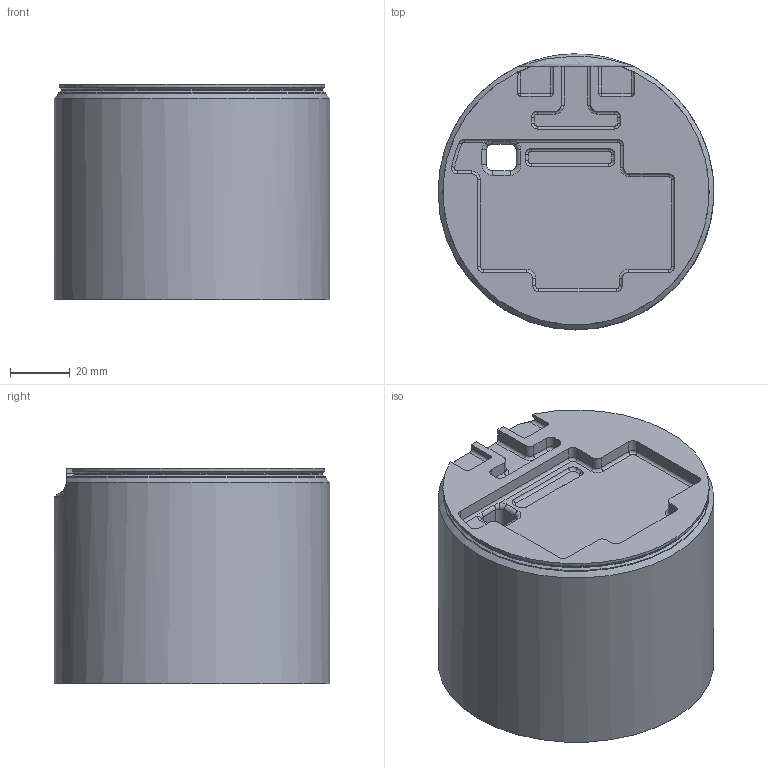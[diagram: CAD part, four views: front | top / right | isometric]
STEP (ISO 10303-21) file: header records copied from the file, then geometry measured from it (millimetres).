
FILE_DESCRIPTION(/* description */ (''),/* implementation_level */ '2;1');
FILE_NAME(/* name */ 'Speaker Chamber (UFO).step',/* time_stamp */ '2025-05-04T22:49:53-07:00',/* author */ (''),/* organization */ (''),/* preprocessor_version */ 'ST-DEVELOPER v20.1',/* originating_system */ 'Autodesk Translation Framework v14.4.0.0',/* authorisation */ '');
FILE_SCHEMA (('AUTOMOTIVE_DESIGN { 1 0 10303 214 3 1 1 }'));
Length unit declared in the file: millimetre
Products named in the file (1): Speaker Chamber (UFO)
Bounding box: 92.4 x 92.4 x 72.1 mm (x, y, z)
Volume: 173410.5 mm3; surface area: 50379.7 mm2
Topology: 1 solids, 1 shells, 164 faces, 406 edges, 246 vertices
Faces by surface type: cylinder 73, plane 40, bspline 31, torus 12, sphere 4, cone 4
Full cylindrical faces by diameter (mm): 78.905 x1, 80 x1, 85.621 x1, 87.6 x1, 92.4 x1
Entity records: 6537 total; most frequent: CARTESIAN_POINT 2708, ORIENTED_EDGE 812, DIRECTION 799, EDGE_CURVE 406, AXIS2_PLACEMENT_3D 317, VERTEX_POINT 246, CIRCLE 183, EDGE_LOOP 168
